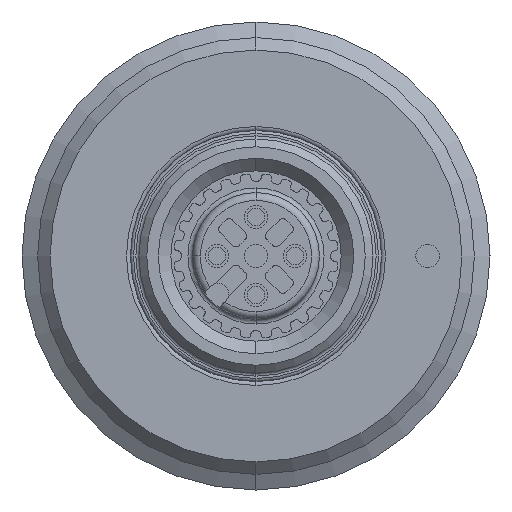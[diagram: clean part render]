
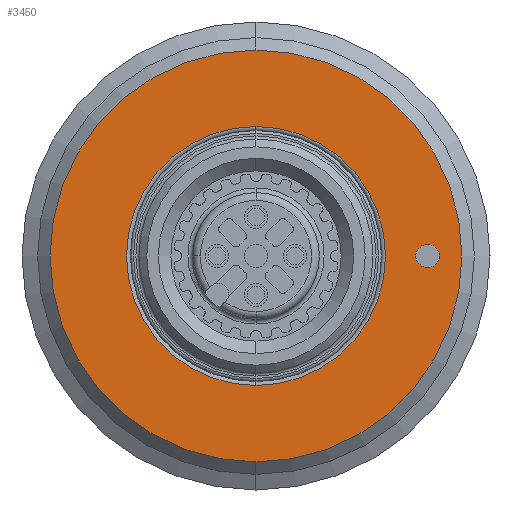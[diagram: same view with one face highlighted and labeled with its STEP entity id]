
A CAD part, left-side view. The second image highlights one B-rep face of the part: STEP entity #3450.
In plain terms, the highlighted planar face has unit normal (-1, 0, 0).
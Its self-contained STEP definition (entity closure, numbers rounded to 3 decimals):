
#184 = EDGE_CURVE ( 'NONE', #14393, #2559, #2126, .T. ) ;
#259 = CARTESIAN_POINT ( 'NONE',  ( -66.5, 0., 8.3 ) ) ;
#702 = AXIS2_PLACEMENT_3D ( 'NONE', #12559, #11318, #2941 ) ;
#2045 = DIRECTION ( 'NONE',  ( 1., 0., 0. ) ) ;
#2126 = CIRCLE ( 'NONE', #10551, 8.3 ) ;
#2559 = VERTEX_POINT ( 'NONE', #259 ) ;
#2589 = CARTESIAN_POINT ( 'NONE',  ( -66.5, 0., -8.3 ) ) ;
#2768 = ORIENTED_EDGE ( 'NONE', *, *, #8180, .F. ) ;
#2941 = DIRECTION ( 'NONE',  ( 0., 0., -1. ) ) ;
#3401 = DIRECTION ( 'NONE',  ( -1., 0., 0. ) ) ;
#3432 = DIRECTION ( 'NONE',  ( 1., 0., 0. ) ) ;
#3450 = ADVANCED_FACE ( 'NONE', ( #14999, #4292, #14925 ), #5611, .F. ) ;
#3856 = CIRCLE ( 'NONE', #14011, 13.2 ) ;
#4104 = CIRCLE ( 'NONE', #14754, 0.75 ) ;
#4202 = AXIS2_PLACEMENT_3D ( 'NONE', #10185, #2045, #6705 ) ;
#4292 = FACE_OUTER_BOUND ( 'NONE', #12493, .T. ) ;
#4755 = DIRECTION ( 'NONE',  ( 1., 0., 0. ) ) ;
#4826 = DIRECTION ( 'NONE',  ( 1., 0., 0. ) ) ;
#5330 = ORIENTED_EDGE ( 'NONE', *, *, #11505, .F. ) ;
#5611 = PLANE ( 'NONE',  #4202 ) ;
#5748 = AXIS2_PLACEMENT_3D ( 'NONE', #7153, #4826, #5918 ) ;
#5779 = VERTEX_POINT ( 'NONE', #12868 ) ;
#5918 = DIRECTION ( 'NONE',  ( 0., 0., -1. ) ) ;
#6092 = EDGE_LOOP ( 'NONE', ( #11766, #5330 ) ) ;
#6114 = DIRECTION ( 'NONE',  ( 0., 0., 1. ) ) ;
#6497 = CARTESIAN_POINT ( 'NONE',  ( -66.5, -11., -0.75 ) ) ;
#6576 = EDGE_LOOP ( 'NONE', ( #13227, #12262 ) ) ;
#6705 = DIRECTION ( 'NONE',  ( 0., 0., -1. ) ) ;
#6899 = CIRCLE ( 'NONE', #702, 8.3 ) ;
#7134 = AXIS2_PLACEMENT_3D ( 'NONE', #11469, #10379, #6114 ) ;
#7153 = CARTESIAN_POINT ( 'NONE',  ( -66.5, 0., 0. ) ) ;
#7860 = CARTESIAN_POINT ( 'NONE',  ( -66.5, 0., -13.2 ) ) ;
#8180 = EDGE_CURVE ( 'NONE', #10986, #5779, #11958, .T. ) ;
#9448 = CARTESIAN_POINT ( 'NONE',  ( -66.5, -11., 0. ) ) ;
#10171 = EDGE_CURVE ( 'NONE', #2559, #14393, #6899, .T. ) ;
#10185 = CARTESIAN_POINT ( 'NONE',  ( -66.5, 13.2, 0. ) ) ;
#10379 = DIRECTION ( 'NONE',  ( -1., 0., 0. ) ) ;
#10551 = AXIS2_PLACEMENT_3D ( 'NONE', #15213, #3432, #10800 ) ;
#10727 = CARTESIAN_POINT ( 'NONE',  ( -66.5, 0., 0. ) ) ;
#10800 = DIRECTION ( 'NONE',  ( 0., 0., -1. ) ) ;
#10896 = DIRECTION ( 'NONE',  ( 0., 0., -1. ) ) ;
#10986 = VERTEX_POINT ( 'NONE', #7860 ) ;
#11133 = VERTEX_POINT ( 'NONE', #11510 ) ;
#11262 = EDGE_CURVE ( 'NONE', #5779, #10986, #3856, .T. ) ;
#11318 = DIRECTION ( 'NONE',  ( 1., 0., 0. ) ) ;
#11469 = CARTESIAN_POINT ( 'NONE',  ( -66.5, -11., 0. ) ) ;
#11505 = EDGE_CURVE ( 'NONE', #12446, #11133, #4104, .T. ) ;
#11510 = CARTESIAN_POINT ( 'NONE',  ( -66.5, -11., 0.75 ) ) ;
#11766 = ORIENTED_EDGE ( 'NONE', *, *, #14939, .F. ) ;
#11958 = CIRCLE ( 'NONE', #5748, 13.2 ) ;
#12262 = ORIENTED_EDGE ( 'NONE', *, *, #10171, .T. ) ;
#12446 = VERTEX_POINT ( 'NONE', #6497 ) ;
#12493 = EDGE_LOOP ( 'NONE', ( #2768, #13371 ) ) ;
#12559 = CARTESIAN_POINT ( 'NONE',  ( -66.5, 0., 0. ) ) ;
#12868 = CARTESIAN_POINT ( 'NONE',  ( -66.5, 0., 13.2 ) ) ;
#13110 = DIRECTION ( 'NONE',  ( 0., 0., 1. ) ) ;
#13227 = ORIENTED_EDGE ( 'NONE', *, *, #184, .T. ) ;
#13371 = ORIENTED_EDGE ( 'NONE', *, *, #11262, .F. ) ;
#14011 = AXIS2_PLACEMENT_3D ( 'NONE', #10727, #4755, #10896 ) ;
#14393 = VERTEX_POINT ( 'NONE', #2589 ) ;
#14566 = CIRCLE ( 'NONE', #7134, 0.75 ) ;
#14754 = AXIS2_PLACEMENT_3D ( 'NONE', #9448, #3401, #13110 ) ;
#14925 = FACE_BOUND ( 'NONE', #6576, .T. ) ;
#14939 = EDGE_CURVE ( 'NONE', #11133, #12446, #14566, .T. ) ;
#14999 = FACE_BOUND ( 'NONE', #6092, .T. ) ;
#15213 = CARTESIAN_POINT ( 'NONE',  ( -66.5, 0., 0. ) ) ;
